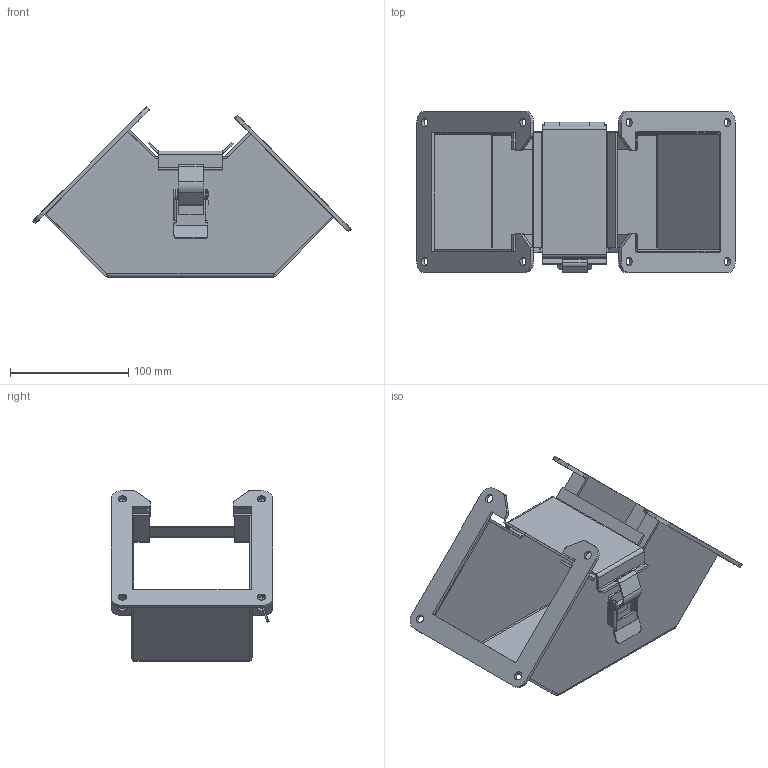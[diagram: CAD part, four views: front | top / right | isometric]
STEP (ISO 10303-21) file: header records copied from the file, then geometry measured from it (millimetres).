
FILE_DESCRIPTION (( 'STEP AP203' ), '1' );
FILE_NAME ('1485C9P.step', '2020-11-19T14:32:05', ( 'ADC123' ), ( 'Microsoft' ), 'SwSTEP 2.0', 'SolidWorks 2019', '' );
FILE_SCHEMA (( 'CONFIG_CONTROL_DESIGN' ));
Length unit declared in the file: inch
Products named in the file (1): 1485C9P
Bounding box: 269.25 x 136.7 x 143.83 mm (x, y, z)
Volume: 204773 mm3; surface area: 216520.8 mm2
Topology: 12 solids, 12 shells, 333 faces, 891 edges, 576 vertices
Faces by surface type: plane 222, cylinder 109, bspline 2
Full cylindrical faces by diameter (mm): 3.175 x2, 3.302 x2, 3.969 x2, 4.166 x2, 4.763 x3, 7.137 x8
Entity records: 10345 total; most frequent: CARTESIAN_POINT 1886, ORIENTED_EDGE 1734, DIRECTION 1726, EDGE_CURVE 867, LINE 628, VECTOR 628, VERTEX_POINT 575, AXIS2_PLACEMENT_3D 549
